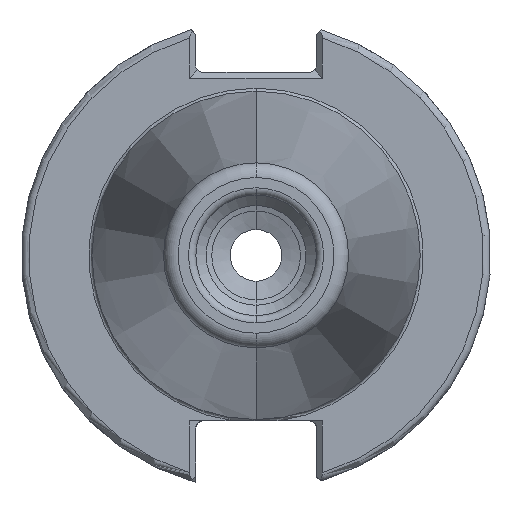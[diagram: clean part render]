
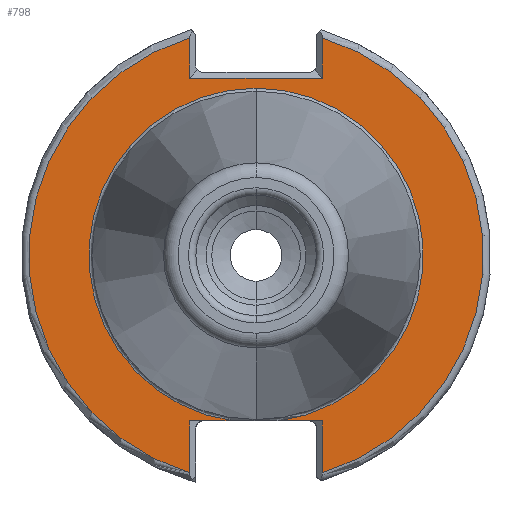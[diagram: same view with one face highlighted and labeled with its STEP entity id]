
A CAD part, left-side view. The second image highlights one B-rep face of the part: STEP entity #798.
In plain terms, the highlighted planar face has unit normal (-1, 0, 0).
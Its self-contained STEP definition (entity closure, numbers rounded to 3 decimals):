
#65 = LINE ( 'NONE', #3274, #5094 ) ;
#102 = VERTEX_POINT ( 'NONE', #196 ) ;
#150 = DIRECTION ( 'NONE',  ( 0., 0., -1. ) ) ;
#172 = DIRECTION ( 'NONE',  ( 0., 0., 1. ) ) ;
#196 = CARTESIAN_POINT ( 'NONE',  ( -76.82, 8.99, -29.433 ) ) ;
#223 = DIRECTION ( 'NONE',  ( 1., 0., 0. ) ) ;
#276 = EDGE_CURVE ( 'NONE', #102, #4143, #3458, .T. ) ;
#305 = AXIS2_PLACEMENT_3D ( 'NONE', #1753, #4491, #2152 ) ;
#467 = VECTOR ( 'NONE', #4644, 1000. ) ;
#476 = DIRECTION ( 'NONE',  ( 0., 0., -1. ) ) ;
#487 = DIRECTION ( 'NONE',  ( 0., 0., 1. ) ) ;
#492 = ORIENTED_EDGE ( 'NONE', *, *, #2117, .F. ) ;
#528 = CARTESIAN_POINT ( 'NONE',  ( -76.82, 8.99, -22.41 ) ) ;
#549 = CARTESIAN_POINT ( 'NONE',  ( -76.82, -8.99, -29.433 ) ) ;
#551 = EDGE_CURVE ( 'NONE', #2642, #2005, #4786, .T. ) ;
#630 = ORIENTED_EDGE ( 'NONE', *, *, #276, .T. ) ;
#659 = VECTOR ( 'NONE', #5128, 1000. ) ;
#787 = VECTOR ( 'NONE', #4830, 1000. ) ;
#798 = ADVANCED_FACE ( 'NONE', ( #4051 ), #1396, .F. ) ;
#815 = CARTESIAN_POINT ( 'NONE',  ( -76.82, -8.99, 24. ) ) ;
#975 = CARTESIAN_POINT ( 'NONE',  ( -76.82, 8.99, 30.701 ) ) ;
#1013 = ORIENTED_EDGE ( 'NONE', *, *, #551, .F. ) ;
#1156 = CIRCLE ( 'NONE', #3962, 30.775 ) ;
#1198 = ORIENTED_EDGE ( 'NONE', *, *, #4498, .T. ) ;
#1268 = VERTEX_POINT ( 'NONE', #549 ) ;
#1290 = VECTOR ( 'NONE', #2379, 1000. ) ;
#1321 = CARTESIAN_POINT ( 'NONE',  ( -76.82, 8.99, 24. ) ) ;
#1369 = ORIENTED_EDGE ( 'NONE', *, *, #4857, .T. ) ;
#1396 = PLANE ( 'NONE',  #4506 ) ;
#1546 = CARTESIAN_POINT ( 'NONE',  ( -76.82, 0., 0. ) ) ;
#1640 = CARTESIAN_POINT ( 'NONE',  ( -76.82, 8.99, 29.433 ) ) ;
#1670 = LINE ( 'NONE', #3482, #467 ) ;
#1731 = EDGE_CURVE ( 'NONE', #2976, #102, #1156, .T. ) ;
#1738 = VERTEX_POINT ( 'NONE', #4106 ) ;
#1753 = CARTESIAN_POINT ( 'NONE',  ( -76.82, 0., 0. ) ) ;
#1943 = DIRECTION ( 'NONE',  ( 0., 0., 1. ) ) ;
#1976 = CARTESIAN_POINT ( 'NONE',  ( -76.82, -8.19, -22.41 ) ) ;
#1977 = LINE ( 'NONE', #4046, #787 ) ;
#2005 = VERTEX_POINT ( 'NONE', #3605 ) ;
#2086 = CARTESIAN_POINT ( 'NONE',  ( -76.82, 8.99, 0. ) ) ;
#2117 = EDGE_CURVE ( 'NONE', #2683, #2642, #2953, .T. ) ;
#2152 = DIRECTION ( 'NONE',  ( 0., 0., 1. ) ) ;
#2379 = DIRECTION ( 'NONE',  ( 0., -1., 0. ) ) ;
#2404 = DIRECTION ( 'NONE',  ( -1., 0., 0. ) ) ;
#2405 = VECTOR ( 'NONE', #487, 1000. ) ;
#2529 = CARTESIAN_POINT ( 'NONE',  ( -76.82, 0., 22.625 ) ) ;
#2550 = DIRECTION ( 'NONE',  ( -1., 0., 0. ) ) ;
#2642 = VERTEX_POINT ( 'NONE', #2529 ) ;
#2683 = VERTEX_POINT ( 'NONE', #4517 ) ;
#2781 = CARTESIAN_POINT ( 'NONE',  ( -76.82, 0., 24. ) ) ;
#2788 = AXIS2_PLACEMENT_3D ( 'NONE', #1546, #4284, #1943 ) ;
#2871 = ORIENTED_EDGE ( 'NONE', *, *, #3965, .T. ) ;
#2912 = LINE ( 'NONE', #2781, #659 ) ;
#2931 = ORIENTED_EDGE ( 'NONE', *, *, #3040, .T. ) ;
#2943 = ORIENTED_EDGE ( 'NONE', *, *, #3157, .T. ) ;
#2953 = CIRCLE ( 'NONE', #305, 22.625 ) ;
#2976 = VERTEX_POINT ( 'NONE', #1640 ) ;
#3009 = DIRECTION ( 'NONE',  ( 0., 0., -1. ) ) ;
#3040 = EDGE_CURVE ( 'NONE', #3313, #5028, #65, .T. ) ;
#3157 = EDGE_CURVE ( 'NONE', #5100, #2976, #3568, .T. ) ;
#3274 = CARTESIAN_POINT ( 'NONE',  ( -76.82, -8.99, 24.8 ) ) ;
#3313 = VERTEX_POINT ( 'NONE', #3833 ) ;
#3458 = LINE ( 'NONE', #2086, #2405 ) ;
#3482 = CARTESIAN_POINT ( 'NONE',  ( -76.82, -8.99, 0. ) ) ;
#3531 = LINE ( 'NONE', #1976, #1290 ) ;
#3568 = LINE ( 'NONE', #975, #4833 ) ;
#3605 = CARTESIAN_POINT ( 'NONE',  ( -76.82, 3.112, -22.41 ) ) ;
#3723 = EDGE_LOOP ( 'NONE', ( #2943, #4270, #630, #4334, #1013, #492, #4137, #1369, #2871, #2931, #1198 ) ) ;
#3833 = CARTESIAN_POINT ( 'NONE',  ( -76.82, -8.99, 29.433 ) ) ;
#3962 = AXIS2_PLACEMENT_3D ( 'NONE', #4898, #2550, #150 ) ;
#3965 = EDGE_CURVE ( 'NONE', #1268, #3313, #5020, .T. ) ;
#4046 = CARTESIAN_POINT ( 'NONE',  ( -76.82, -8.19, -22.41 ) ) ;
#4051 = FACE_OUTER_BOUND ( 'NONE', #3723, .T. ) ;
#4106 = CARTESIAN_POINT ( 'NONE',  ( -76.82, -8.99, -22.41 ) ) ;
#4137 = ORIENTED_EDGE ( 'NONE', *, *, #4958, .T. ) ;
#4143 = VERTEX_POINT ( 'NONE', #528 ) ;
#4270 = ORIENTED_EDGE ( 'NONE', *, *, #1731, .T. ) ;
#4284 = DIRECTION ( 'NONE',  ( -1., 0., 0. ) ) ;
#4334 = ORIENTED_EDGE ( 'NONE', *, *, #5061, .T. ) ;
#4491 = DIRECTION ( 'NONE',  ( -1., 0., 0. ) ) ;
#4498 = EDGE_CURVE ( 'NONE', #5028, #5100, #2912, .T. ) ;
#4506 = AXIS2_PLACEMENT_3D ( 'NONE', #4558, #223, #3009 ) ;
#4517 = CARTESIAN_POINT ( 'NONE',  ( -76.82, -3.112, -22.41 ) ) ;
#4558 = CARTESIAN_POINT ( 'NONE',  ( -76.82, 0., 0. ) ) ;
#4644 = DIRECTION ( 'NONE',  ( 0., 0., -1. ) ) ;
#4745 = CARTESIAN_POINT ( 'NONE',  ( -76.82, 0., 0. ) ) ;
#4786 = CIRCLE ( 'NONE', #2788, 22.625 ) ;
#4830 = DIRECTION ( 'NONE',  ( 0., -1., 0. ) ) ;
#4833 = VECTOR ( 'NONE', #172, 1000. ) ;
#4857 = EDGE_CURVE ( 'NONE', #1738, #1268, #1670, .T. ) ;
#4898 = CARTESIAN_POINT ( 'NONE',  ( -76.82, 0., 0. ) ) ;
#4958 = EDGE_CURVE ( 'NONE', #2683, #1738, #3531, .T. ) ;
#5020 = CIRCLE ( 'NONE', #5031, 30.775 ) ;
#5028 = VERTEX_POINT ( 'NONE', #815 ) ;
#5031 = AXIS2_PLACEMENT_3D ( 'NONE', #4745, #2404, #5151 ) ;
#5061 = EDGE_CURVE ( 'NONE', #4143, #2005, #1977, .T. ) ;
#5094 = VECTOR ( 'NONE', #476, 1000. ) ;
#5100 = VERTEX_POINT ( 'NONE', #1321 ) ;
#5128 = DIRECTION ( 'NONE',  ( 0., 1., 0. ) ) ;
#5151 = DIRECTION ( 'NONE',  ( 0., 0., -1. ) ) ;
